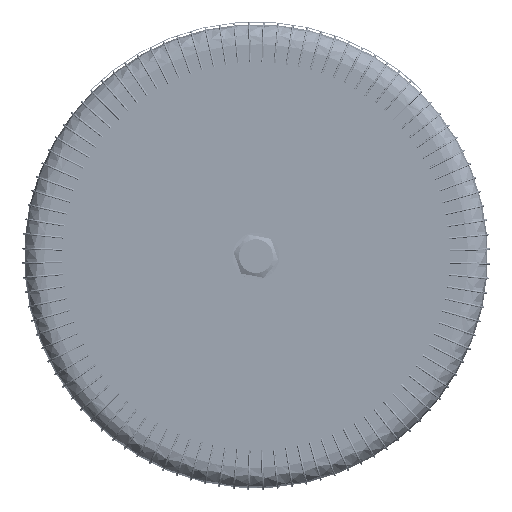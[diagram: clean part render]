
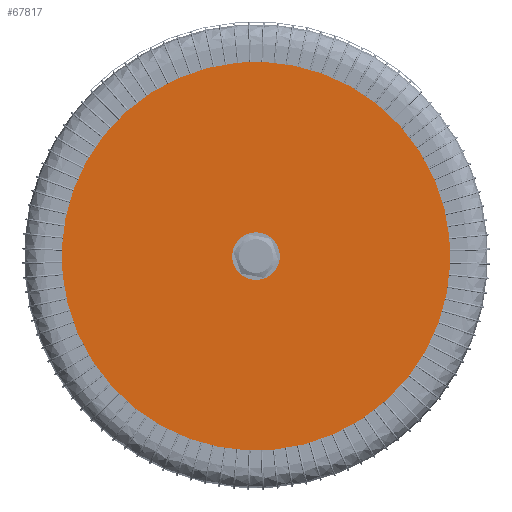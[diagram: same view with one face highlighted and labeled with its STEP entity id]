
A CAD part, front view. The second image highlights one B-rep face of the part: STEP entity #67817.
In plain terms, the highlighted free-form (B-spline) face has degree [1, 1] with [2, 2] control points.
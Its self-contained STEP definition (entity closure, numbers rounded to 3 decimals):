
#67700 = VERTEX_POINT('',#67701);
#67701 = CARTESIAN_POINT('',(-0.24,-63.633,
    -4.623));
#67706 = EDGE_CURVE('',#67700,#67707,#67709,.T.);
#67707 = VERTEX_POINT('',#67708);
#67708 = CARTESIAN_POINT('',(0.24,-63.633,
    4.623));
#67709 = ( BOUNDED_CURVE() B_SPLINE_CURVE(2,(#67710,#67711,#67712,#67713
,#67714),.UNSPECIFIED.,.F.,.F.) B_SPLINE_CURVE_WITH_KNOTS((3,2,3),(
    3.142,4.712,6.283),
.PIECEWISE_BEZIER_KNOTS.) CURVE() GEOMETRIC_REPRESENTATION_ITEM() 
RATIONAL_B_SPLINE_CURVE((1.,0.707,1.,0.707,1.)) 
REPRESENTATION_ITEM('') );
#67710 = CARTESIAN_POINT('',(-0.24,-63.633,
    -4.623));
#67711 = CARTESIAN_POINT('',(-4.862,-63.633,
    -4.383));
#67712 = CARTESIAN_POINT('',(-4.623,-63.633,
    0.24));
#67713 = CARTESIAN_POINT('',(-4.383,-63.633,
    4.862));
#67714 = CARTESIAN_POINT('',(0.24,-63.633,
    4.623));
#67758 = VERTEX_POINT('',#67759);
#67759 = CARTESIAN_POINT('',(2.934,-63.633,
    56.631));
#67764 = EDGE_CURVE('',#67758,#67765,#67767,.T.);
#67765 = VERTEX_POINT('',#67766);
#67766 = CARTESIAN_POINT('',(-2.934,-63.633,
    -56.631));
#67767 = ( BOUNDED_CURVE() B_SPLINE_CURVE(2,(#67768,#67769,#67770,#67771
,#67772),.UNSPECIFIED.,.F.,.F.) B_SPLINE_CURVE_WITH_KNOTS((3,2,3),(0.,
1.571,3.142),.PIECEWISE_BEZIER_KNOTS.) CURVE() 
GEOMETRIC_REPRESENTATION_ITEM() RATIONAL_B_SPLINE_CURVE((1.,
0.707,1.,0.707,1.)) REPRESENTATION_ITEM('') );
#67768 = CARTESIAN_POINT('',(2.934,-63.633,
    56.631));
#67769 = CARTESIAN_POINT('',(59.565,-63.633,
    53.697));
#67770 = CARTESIAN_POINT('',(56.631,-63.633,
    -2.934));
#67771 = CARTESIAN_POINT('',(53.697,-63.633,
    -59.565));
#67772 = CARTESIAN_POINT('',(-2.934,-63.633,
    -56.631));
#67817 = ADVANCED_FACE('',(#67818,#67829),#67840,.F.);
#67818 = FACE_BOUND('',#67819,.T.);
#67819 = EDGE_LOOP('',(#67820,#67828));
#67820 = ORIENTED_EDGE('',*,*,#67821,.F.);
#67821 = EDGE_CURVE('',#67765,#67758,#67822,.T.);
#67822 = ( BOUNDED_CURVE() B_SPLINE_CURVE(2,(#67823,#67824,#67825,#67826
,#67827),.UNSPECIFIED.,.F.,.F.) B_SPLINE_CURVE_WITH_KNOTS((3,2,3),(
    3.142,4.712,6.283),
.PIECEWISE_BEZIER_KNOTS.) CURVE() GEOMETRIC_REPRESENTATION_ITEM() 
RATIONAL_B_SPLINE_CURVE((1.,0.707,1.,0.707,1.)) 
REPRESENTATION_ITEM('') );
#67823 = CARTESIAN_POINT('',(-2.934,-63.633,
    -56.631));
#67824 = CARTESIAN_POINT('',(-59.565,-63.633,
    -53.697));
#67825 = CARTESIAN_POINT('',(-56.631,-63.633,
    2.934));
#67826 = CARTESIAN_POINT('',(-53.697,-63.633,
    59.565));
#67827 = CARTESIAN_POINT('',(2.934,-63.633,
    56.631));
#67828 = ORIENTED_EDGE('',*,*,#67764,.F.);
#67829 = FACE_BOUND('',#67830,.T.);
#67830 = EDGE_LOOP('',(#67831,#67832));
#67831 = ORIENTED_EDGE('',*,*,#67706,.T.);
#67832 = ORIENTED_EDGE('',*,*,#67833,.T.);
#67833 = EDGE_CURVE('',#67707,#67700,#67834,.T.);
#67834 = ( BOUNDED_CURVE() B_SPLINE_CURVE(2,(#67835,#67836,#67837,#67838
,#67839),.UNSPECIFIED.,.F.,.F.) B_SPLINE_CURVE_WITH_KNOTS((3,2,3),(0.,
1.571,3.142),.PIECEWISE_BEZIER_KNOTS.) CURVE() 
GEOMETRIC_REPRESENTATION_ITEM() RATIONAL_B_SPLINE_CURVE((1.,
0.707,1.,0.707,1.)) REPRESENTATION_ITEM('') );
#67835 = CARTESIAN_POINT('',(0.24,-63.633,
    4.623));
#67836 = CARTESIAN_POINT('',(4.862,-63.633,
    4.383));
#67837 = CARTESIAN_POINT('',(4.623,-63.633,
    -0.24));
#67838 = CARTESIAN_POINT('',(4.383,-63.633,
    -4.862));
#67839 = CARTESIAN_POINT('',(-0.24,-63.633,
    -4.623));
#67840 = B_SPLINE_SURFACE_WITH_KNOTS('',1,1,(
    (#67841,#67842)
    ,(#67843,#67844
    )),.UNSPECIFIED.,.F.,.F.,.F.,(2,2),(2,2),(-49.,49.),(-49.,49.),
  .PIECEWISE_BEZIER_KNOTS.);
#67841 = CARTESIAN_POINT('',(-59.565,-63.633,
    -53.697));
#67842 = CARTESIAN_POINT('',(53.697,-63.633,
    -59.565));
#67843 = CARTESIAN_POINT('',(-53.697,-63.633,
    59.565));
#67844 = CARTESIAN_POINT('',(59.565,-63.633,
    53.697));
